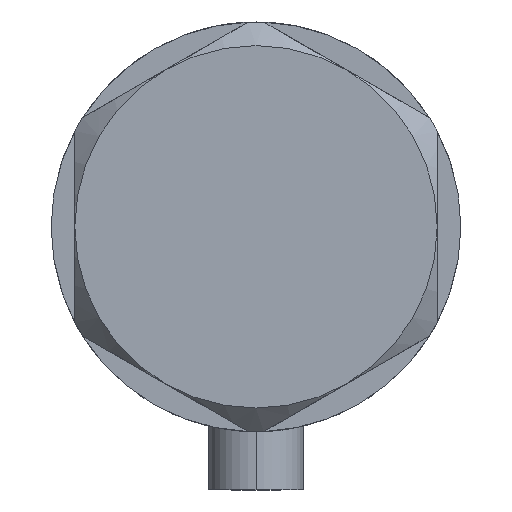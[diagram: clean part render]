
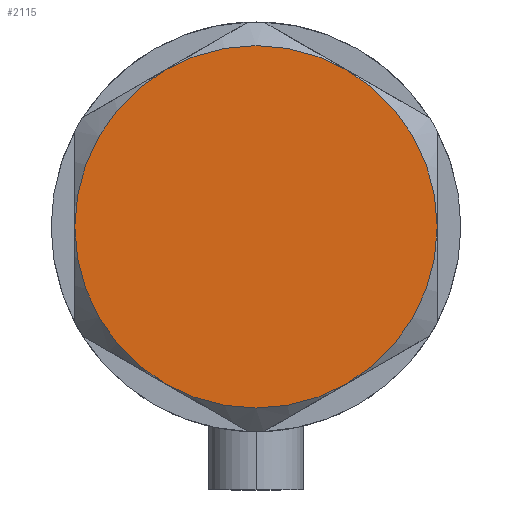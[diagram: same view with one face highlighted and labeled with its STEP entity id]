
A CAD part, left-side view. The second image highlights one B-rep face of the part: STEP entity #2115.
In plain terms, the highlighted face is planar.
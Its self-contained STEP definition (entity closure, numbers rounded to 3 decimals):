
#8 = DIRECTION ( 'NONE',  ( 1., 0., 0. ) ) ;
#80 = CARTESIAN_POINT ( 'NONE',  ( 0., 0., 9. ) ) ;
#211 = VERTEX_POINT ( 'NONE', #1487 ) ;
#274 = CARTESIAN_POINT ( 'NONE',  ( 11.5, 19.919, 9. ) ) ;
#307 = EDGE_LOOP ( 'NONE', ( #3673, #2376, #2089, #1968, #4312, #4792 ) ) ;
#358 = AXIS2_PLACEMENT_3D ( 'NONE', #4216, #4243, #1604 ) ;
#544 = CARTESIAN_POINT ( 'NONE',  ( 11.5, -19.919, 9. ) ) ;
#558 = EDGE_CURVE ( 'NONE', #2930, #211, #752, .T. ) ;
#637 = VERTEX_POINT ( 'NONE', #544 ) ;
#691 = CIRCLE ( 'NONE', #3951, 23. ) ;
#752 = CIRCLE ( 'NONE', #358, 23. ) ;
#867 = DIRECTION ( 'NONE',  ( 0., 0., 1. ) ) ;
#960 = CARTESIAN_POINT ( 'NONE',  ( -23., 0., 9. ) ) ;
#964 = CARTESIAN_POINT ( 'NONE',  ( 0., 0., 9. ) ) ;
#1012 = CARTESIAN_POINT ( 'NONE',  ( 0., 0., 9. ) ) ;
#1027 = VERTEX_POINT ( 'NONE', #274 ) ;
#1132 = AXIS2_PLACEMENT_3D ( 'NONE', #964, #867, #1962 ) ;
#1156 = VERTEX_POINT ( 'NONE', #3043 ) ;
#1235 = EDGE_CURVE ( 'NONE', #3000, #1027, #3626, .T. ) ;
#1238 = FACE_OUTER_BOUND ( 'NONE', #307, .T. ) ;
#1384 = EDGE_CURVE ( 'NONE', #1156, #2930, #4486, .T. ) ;
#1487 = CARTESIAN_POINT ( 'NONE',  ( -11.5, -19.919, 9. ) ) ;
#1579 = CARTESIAN_POINT ( 'NONE',  ( 0., 0., 9. ) ) ;
#1604 = DIRECTION ( 'NONE',  ( 1., 0., 0. ) ) ;
#1621 = EDGE_CURVE ( 'NONE', #637, #3000, #4650, .T. ) ;
#1630 = DIRECTION ( 'NONE',  ( 1., 0., 0. ) ) ;
#1639 = DIRECTION ( 'NONE',  ( 1., 0., 0. ) ) ;
#1962 = DIRECTION ( 'NONE',  ( 1., 0., 0. ) ) ;
#1968 = ORIENTED_EDGE ( 'NONE', *, *, #1384, .T. ) ;
#2058 = CARTESIAN_POINT ( 'NONE',  ( 0., 0., 9. ) ) ;
#2089 = ORIENTED_EDGE ( 'NONE', *, *, #3153, .T. ) ;
#2115 = ADVANCED_FACE ( 'NONE', ( #1238 ), #4635, .T. ) ;
#2166 = AXIS2_PLACEMENT_3D ( 'NONE', #2058, #2688, #2396 ) ;
#2250 = CARTESIAN_POINT ( 'NONE',  ( 23., 0., 9. ) ) ;
#2275 = DIRECTION ( 'NONE',  ( 0., 0., 1. ) ) ;
#2376 = ORIENTED_EDGE ( 'NONE', *, *, #1235, .T. ) ;
#2396 = DIRECTION ( 'NONE',  ( 1., 0., 0. ) ) ;
#2688 = DIRECTION ( 'NONE',  ( 0., 0., 1. ) ) ;
#2714 = CARTESIAN_POINT ( 'NONE',  ( 0., 0., 9. ) ) ;
#2725 = CIRCLE ( 'NONE', #3486, 23. ) ;
#2861 = AXIS2_PLACEMENT_3D ( 'NONE', #1579, #3059, #8 ) ;
#2865 = DIRECTION ( 'NONE',  ( 1., 0., 0. ) ) ;
#2930 = VERTEX_POINT ( 'NONE', #960 ) ;
#3000 = VERTEX_POINT ( 'NONE', #2250 ) ;
#3043 = CARTESIAN_POINT ( 'NONE',  ( -11.5, 19.919, 9. ) ) ;
#3059 = DIRECTION ( 'NONE',  ( 0., 0., 1. ) ) ;
#3153 = EDGE_CURVE ( 'NONE', #1027, #1156, #691, .T. ) ;
#3317 = AXIS2_PLACEMENT_3D ( 'NONE', #80, #3436, #1639 ) ;
#3436 = DIRECTION ( 'NONE',  ( 0., 0., 1. ) ) ;
#3486 = AXIS2_PLACEMENT_3D ( 'NONE', #1012, #4320, #2865 ) ;
#3626 = CIRCLE ( 'NONE', #3317, 23. ) ;
#3673 = ORIENTED_EDGE ( 'NONE', *, *, #1621, .T. ) ;
#3951 = AXIS2_PLACEMENT_3D ( 'NONE', #2714, #2275, #1630 ) ;
#4207 = EDGE_CURVE ( 'NONE', #211, #637, #2725, .T. ) ;
#4216 = CARTESIAN_POINT ( 'NONE',  ( 0., 0., 9. ) ) ;
#4243 = DIRECTION ( 'NONE',  ( 0., 0., 1. ) ) ;
#4312 = ORIENTED_EDGE ( 'NONE', *, *, #558, .T. ) ;
#4320 = DIRECTION ( 'NONE',  ( 0., 0., 1. ) ) ;
#4486 = CIRCLE ( 'NONE', #1132, 23. ) ;
#4635 = PLANE ( 'NONE',  #2166 ) ;
#4650 = CIRCLE ( 'NONE', #2861, 23. ) ;
#4792 = ORIENTED_EDGE ( 'NONE', *, *, #4207, .T. ) ;
